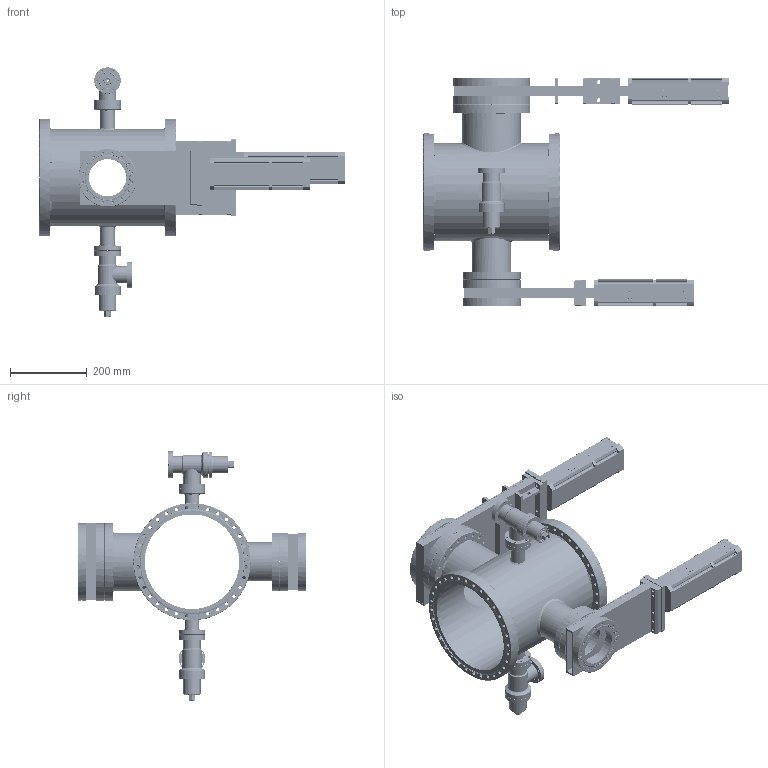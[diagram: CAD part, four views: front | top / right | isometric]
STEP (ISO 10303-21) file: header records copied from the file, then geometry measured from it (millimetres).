
FILE_DESCRIPTION (( 'STEP AP214' ), '1' );
FILE_NAME ('D1900485-v7.STEP', '2021-04-14T21:34:40', ( '' ), ( '' ), 'SwSTEP 2.0', 'SolidWorks 2020', '' );
FILE_SCHEMA (( 'AUTOMOTIVE_DESIGN' ));
Length unit declared in the file: inch
Products named in the file (1): D1900485-v7
Bounding box: 796.62 x 596.98 x 650.88 mm (x, y, z)
Volume: 6889144 mm3; surface area: 2632673.3 mm2
Topology: 133 solids, 133 shells, 4355 faces, 10701 edges, 6651 vertices
Faces by surface type: cylinder 1674, plane 1283, cone 1066, bspline 332
Entity records: 156163 total; most frequent: CARTESIAN_POINT 50101, DIRECTION 22287, ORIENTED_EDGE 20850, EDGE_CURVE 10425, AXIS2_PLACEMENT_3D 8538, VERTEX_POINT 6651, EDGE_LOOP 5340, LINE 5211
